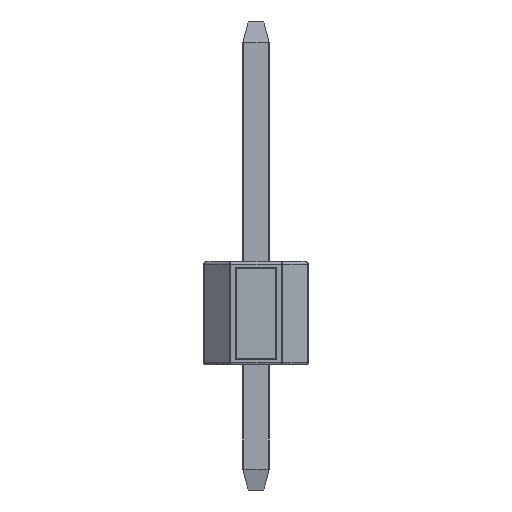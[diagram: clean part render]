
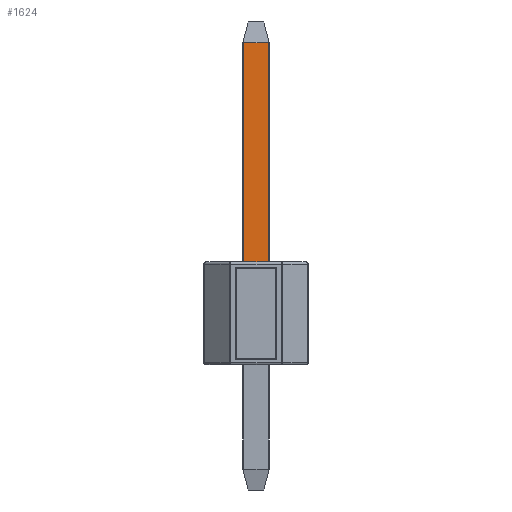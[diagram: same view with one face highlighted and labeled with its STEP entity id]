
A CAD part, left-side view. The second image highlights one B-rep face of the part: STEP entity #1624.
In plain terms, the highlighted planar face has unit normal (-1, 0, 0).
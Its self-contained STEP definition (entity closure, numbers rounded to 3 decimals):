
#275=FACE_OUTER_BOUND('',#369,.T.);
#369=EDGE_LOOP('',(#1314,#1315,#1316,#1317));
#478=LINE('',#2668,#618);
#501=LINE('',#2716,#641);
#502=LINE('',#2718,#642);
#503=LINE('',#2719,#643);
#618=VECTOR('',#2200,10.);
#641=VECTOR('',#2251,10.);
#642=VECTOR('',#2252,10.);
#643=VECTOR('',#2253,10.);
#682=VERTEX_POINT('',#2409);
#685=VERTEX_POINT('',#2416);
#764=VERTEX_POINT('',#2715);
#765=VERTEX_POINT('',#2717);
#934=EDGE_CURVE('',#685,#682,#478,.T.);
#957=EDGE_CURVE('',#764,#682,#501,.T.);
#958=EDGE_CURVE('',#765,#764,#502,.T.);
#959=EDGE_CURVE('',#685,#765,#503,.T.);
#1314=ORIENTED_EDGE('',*,*,#934,.T.);
#1315=ORIENTED_EDGE('',*,*,#957,.F.);
#1316=ORIENTED_EDGE('',*,*,#958,.F.);
#1317=ORIENTED_EDGE('',*,*,#959,.F.);
#1447=PLANE('',#1824);
#1624=ADVANCED_FACE('',(#275),#1447,.T.);
#1824=AXIS2_PLACEMENT_3D('',#2714,#2249,#2250);
#2200=DIRECTION('',(0.,-1.,0.));
#2249=DIRECTION('center_axis',(-1.,0.,0.));
#2250=DIRECTION('ref_axis',(0.,0.,1.));
#2251=DIRECTION('',(0.,0.,-1.));
#2252=DIRECTION('',(0.,-1.,0.));
#2253=DIRECTION('',(0.,0.,1.));
#2409=CARTESIAN_POINT('',(-0.32,-0.297,2.5));
#2416=CARTESIAN_POINT('',(-0.32,0.292,2.5));
#2668=CARTESIAN_POINT('',(-0.32,-0.003,2.5));
#2714=CARTESIAN_POINT('Origin',(-0.32,-0.003,2.645));
#2715=CARTESIAN_POINT('',(-0.32,-0.297,7.832));
#2716=CARTESIAN_POINT('',(-0.32,-0.297,5.493));
#2717=CARTESIAN_POINT('',(-0.32,0.292,7.832));
#2718=CARTESIAN_POINT('',(-0.32,0.158,7.832));
#2719=CARTESIAN_POINT('',(-0.32,0.292,-0.202));
